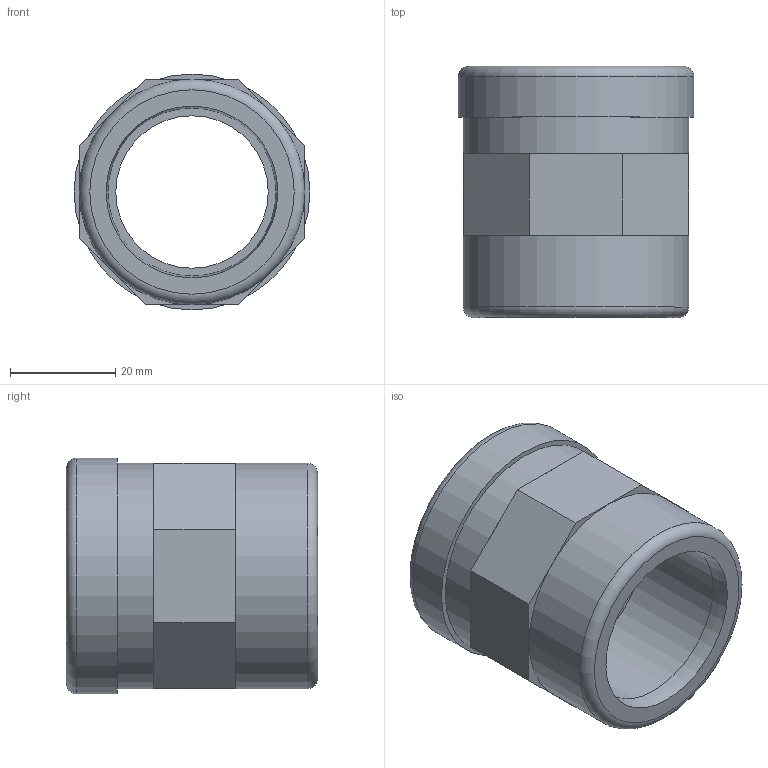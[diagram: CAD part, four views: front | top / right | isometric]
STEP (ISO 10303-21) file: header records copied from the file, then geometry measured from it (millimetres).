
FILE_DESCRIPTION(/* description */ (''),/* implementation_level */ '2;1');
FILE_NAME(/* name */ 'MIMV032100.ipt.stp',/* time_stamp */ '2014-01-07T15:46:40+01:00',/* author */ ('bfaro'),/* organization */ (''),/* preprocessor_version */ 'ST-DEVELOPER v15.2',/* originating_system */ 'Autodesk Inventor 2014',/* authorisation */ '');
FILE_SCHEMA (('AUTOMOTIVE_DESIGN { 1 0 10303 214 3 1 1 }'));
Length unit declared in the file: millimetre
Products named in the file (1): MIMV032100
Bounding box: 44.9 x 47.8 x 44.9 mm (x, y, z)
Volume: 32894 mm3; surface area: 16204.2 mm2
Topology: 2 solids, 2 shells, 32 faces, 69 edges, 48 vertices
Faces by surface type: plane 18, cylinder 9, torus 5
Full cylindrical faces by diameter (mm): 29 x1, 32 x2, 34.2 x1, 35.9 x1, 42.9 x3, 44.9 x1
Entity records: 796 total; most frequent: DIRECTION 137, CARTESIAN_POINT 122, ORIENTED_EDGE 94, EDGE_LOOP 56, AXIS2_PLACEMENT_3D 56, EDGE_CURVE 47, VERTEX_POINT 39, FACE_OUTER_BOUND 32
